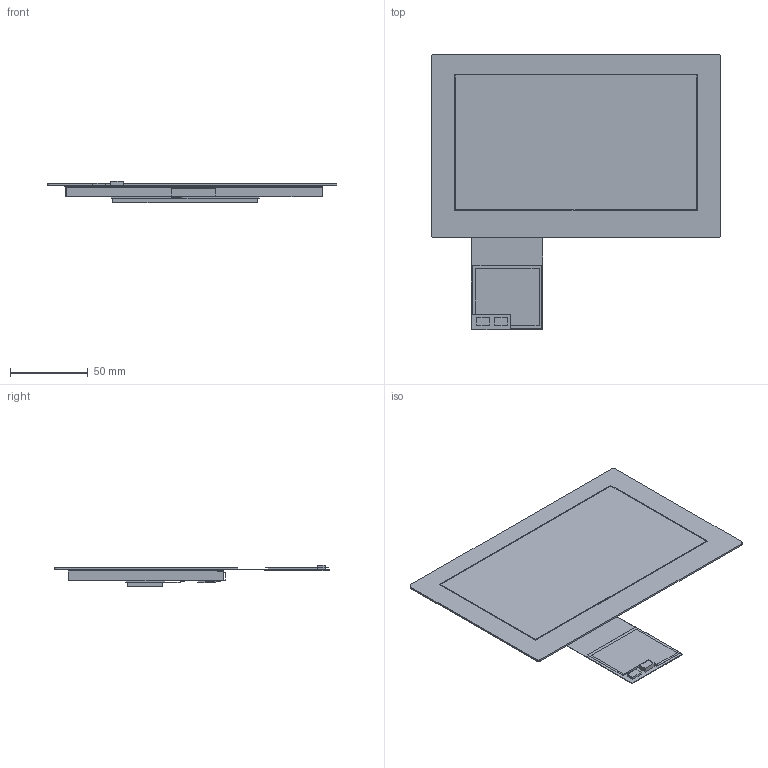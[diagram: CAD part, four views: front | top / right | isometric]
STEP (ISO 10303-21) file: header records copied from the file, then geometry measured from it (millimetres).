
FILE_DESCRIPTION(/* description */ (''),/* implementation_level */ '2;1');
FILE_NAME(/* name */ 'HP_TK-SPA07BWS-111.stp',/* time_stamp */ '2025-09-03T14:34:23+09:00',/* author */ (''),/* organization */ (''),/* preprocessor_version */ 'ST-DEVELOPER v20',/* originating_system */ 'Autodesk Inventor 2024',/* authorisation */ '');
FILE_SCHEMA (('AUTOMOTIVE_DESIGN { 1 0 10303 214 3 1 1 }'));
Length unit declared in the file: millimetre
Products named in the file (1): HP_TK-SPA07BWS-111
Bounding box: 186 x 177.1 x 13.88 mm (x, y, z)
Volume: 139883.7 mm3; surface area: 89875.7 mm2
Topology: 1 solids, 2 shells, 1138 faces, 3209 edges, 2098 vertices
Faces by surface type: plane 919, cylinder 219
Entity records: 36466 total; most frequent: CARTESIAN_POINT 6446, ORIENTED_EDGE 6418, DIRECTION 5951, EDGE_CURVE 3209, LINE 2745, VECTOR 2745, VERTEX_POINT 2098, AXIS2_PLACEMENT_3D 1603
